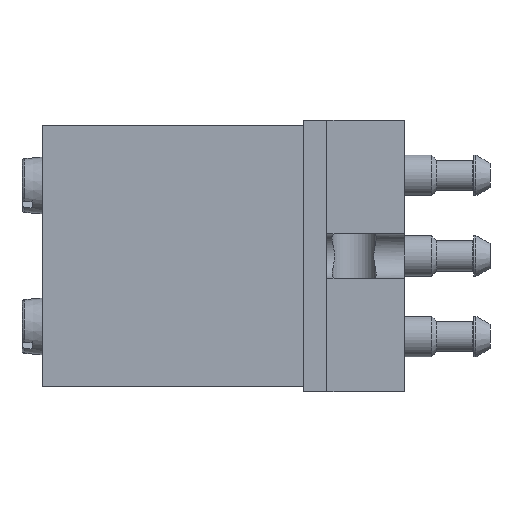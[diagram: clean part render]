
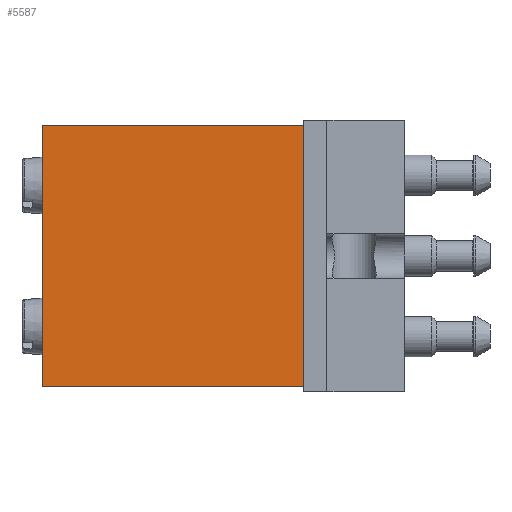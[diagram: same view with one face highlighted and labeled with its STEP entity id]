
A CAD part, left-side view. The second image highlights one B-rep face of the part: STEP entity #5587.
In plain terms, the highlighted planar face has unit normal (-1, 0, 0).
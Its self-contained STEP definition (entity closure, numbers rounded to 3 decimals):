
#129=LINE('',#7879,#287);
#134=LINE('',#7889,#292);
#140=LINE('',#7900,#298);
#198=LINE('',#8216,#356);
#287=VECTOR('',#6485,1000.);
#292=VECTOR('',#6492,1000.);
#298=VECTOR('',#6500,1000.);
#356=VECTOR('',#6650,1000.);
#460=PLANE('',#5955);
#1053=ORIENTED_EDGE('',*,*,#1657,.T.);
#1054=ORIENTED_EDGE('',*,*,#1762,.F.);
#1055=ORIENTED_EDGE('',*,*,#1652,.F.);
#1056=ORIENTED_EDGE('',*,*,#1663,.T.);
#1652=EDGE_CURVE('',#2079,#2080,#129,.T.);
#1657=EDGE_CURVE('',#2084,#2083,#134,.T.);
#1663=EDGE_CURVE('',#2079,#2084,#140,.T.);
#1762=EDGE_CURVE('',#2080,#2083,#198,.T.);
#2079=VERTEX_POINT('',#7878);
#2080=VERTEX_POINT('',#7880);
#2083=VERTEX_POINT('',#7888);
#2084=VERTEX_POINT('',#7890);
#2714=EDGE_LOOP('',(#1053,#1054,#1055,#1056));
#3192=FACE_BOUND('',#2714,.T.);
#5587=ADVANCED_FACE('',(#3192),#460,.F.);
#5955=AXIS2_PLACEMENT_3D('',#8311,#6766,#6767);
#6485=DIRECTION('',(0.,-1.,0.));
#6492=DIRECTION('',(0.,-1.,0.));
#6500=DIRECTION('',(0.,0.,-1.));
#6650=DIRECTION('',(0.,0.,-1.));
#6766=DIRECTION('',(1.,0.,0.));
#6767=DIRECTION('',(0.,0.,-1.));
#7878=CARTESIAN_POINT('',(-30.05,36.,13.));
#7879=CARTESIAN_POINT('',(-30.05,36.,13.));
#7880=CARTESIAN_POINT('',(-30.05,10.,13.));
#7888=CARTESIAN_POINT('',(-30.05,10.,-13.));
#7889=CARTESIAN_POINT('',(-30.05,36.,-13.));
#7890=CARTESIAN_POINT('',(-30.05,36.,-13.));
#7900=CARTESIAN_POINT('',(-30.05,36.,13.));
#8216=CARTESIAN_POINT('',(-30.05,10.,13.));
#8311=CARTESIAN_POINT('',(-30.05,36.,13.));
